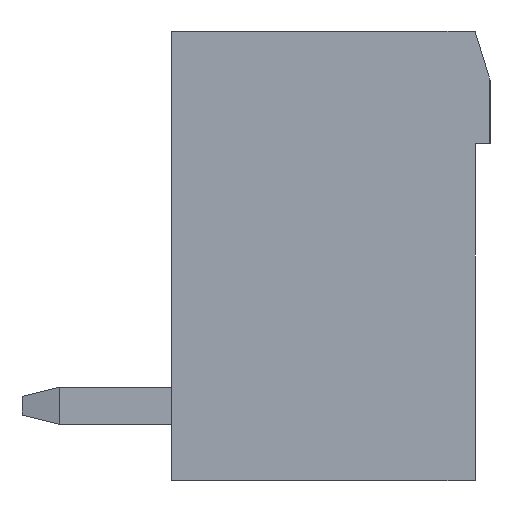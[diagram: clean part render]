
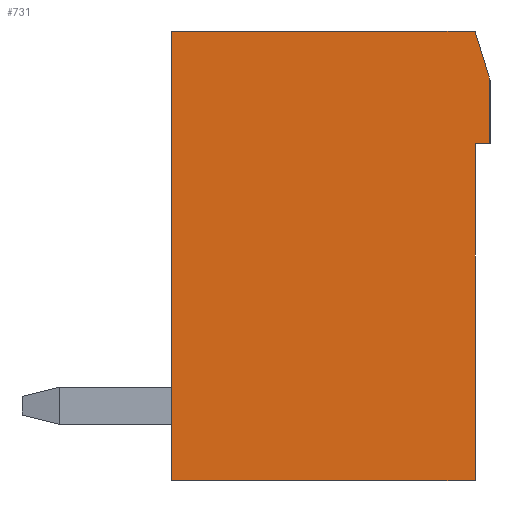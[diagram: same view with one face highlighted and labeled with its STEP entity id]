
A CAD part, left-side view. The second image highlights one B-rep face of the part: STEP entity #731.
In plain terms, the highlighted planar face has unit normal (-1, 0, 0).
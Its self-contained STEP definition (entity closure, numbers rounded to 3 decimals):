
#731 = ADVANCED_FACE( '', ( #1507 ), #1508, .T. );
#1507 = FACE_OUTER_BOUND( '', #2344, .T. );
#1508 = PLANE( '', #2345 );
#2344 = EDGE_LOOP( '', ( #4315, #4316, #4317, #4318, #4319, #4320, #4321 ) );
#2345 = AXIS2_PLACEMENT_3D( '', #4322, #4323, #4324 );
#4315 = ORIENTED_EDGE( '', *, *, #5992, .T. );
#4316 = ORIENTED_EDGE( '', *, *, #5802, .T. );
#4317 = ORIENTED_EDGE( '', *, *, #5993, .T. );
#4318 = ORIENTED_EDGE( '', *, *, #5994, .T. );
#4319 = ORIENTED_EDGE( '', *, *, #5509, .T. );
#4320 = ORIENTED_EDGE( '', *, *, #5823, .T. );
#4321 = ORIENTED_EDGE( '', *, *, #5995, .T. );
#4322 = CARTESIAN_POINT( '', ( -26.67, 0., 0. ) );
#4323 = DIRECTION( '', ( -1., 0., 0. ) );
#4324 = DIRECTION( '', ( 0., 0., 1. ) );
#5509 = EDGE_CURVE( '', #6751, #6752, #6753, .T. );
#5802 = EDGE_CURVE( '', #7212, #7210, #7213, .T. );
#5823 = EDGE_CURVE( '', #6752, #7244, #7245, .T. );
#5992 = EDGE_CURVE( '', #7465, #7212, #7466, .T. );
#5993 = EDGE_CURVE( '', #7210, #7467, #7468, .T. );
#5994 = EDGE_CURVE( '', #7467, #6751, #7469, .T. );
#5995 = EDGE_CURVE( '', #7244, #7465, #7470, .T. );
#6751 = VERTEX_POINT( '', #8497 );
#6752 = VERTEX_POINT( '', #8498 );
#6753 = LINE( '', #8499, #8500 );
#7210 = VERTEX_POINT( '', #9179 );
#7212 = VERTEX_POINT( '', #9182 );
#7213 = LINE( '', #9183, #9184 );
#7244 = VERTEX_POINT( '', #9229 );
#7245 = LINE( '', #9230, #9231 );
#7465 = VERTEX_POINT( '', #9564 );
#7466 = LINE( '', #9565, #9566 );
#7467 = VERTEX_POINT( '', #9567 );
#7468 = LINE( '', #9568, #9569 );
#7469 = LINE( '', #9570, #9571 );
#7470 = LINE( '', #9572, #9573 );
#8497 = CARTESIAN_POINT( '', ( -26.67, -4.05, -6. ) );
#8498 = CARTESIAN_POINT( '', ( -26.67, -4.05, 3. ) );
#8499 = CARTESIAN_POINT( '', ( -26.67, -4.05, -6. ) );
#8500 = VECTOR( '', #10175, 1000. );
#9179 = CARTESIAN_POINT( '', ( -26.67, 4.05, 6. ) );
#9182 = CARTESIAN_POINT( '', ( -26.67, -4.05, 6. ) );
#9183 = CARTESIAN_POINT( '', ( -26.67, -4.05, 6. ) );
#9184 = VECTOR( '', #10444, 1000. );
#9229 = CARTESIAN_POINT( '', ( -26.67, -4.45, 3. ) );
#9230 = CARTESIAN_POINT( '', ( -26.67, -4.05, 3. ) );
#9231 = VECTOR( '', #10471, 1000. );
#9564 = CARTESIAN_POINT( '', ( -26.67, -4.45, 4.7 ) );
#9565 = CARTESIAN_POINT( '', ( -26.67, -4.45, 4.7 ) );
#9566 = VECTOR( '', #10600, 1000. );
#9567 = CARTESIAN_POINT( '', ( -26.67, 4.05, -6. ) );
#9568 = CARTESIAN_POINT( '', ( -26.67, 4.05, 6. ) );
#9569 = VECTOR( '', #10601, 1000. );
#9570 = CARTESIAN_POINT( '', ( -26.67, 4.05, -6. ) );
#9571 = VECTOR( '', #10602, 1000. );
#9572 = CARTESIAN_POINT( '', ( -26.67, -4.45, 3. ) );
#9573 = VECTOR( '', #10603, 1000. );
#10175 = DIRECTION( '', ( 0., 0., 1. ) );
#10444 = DIRECTION( '', ( 0., 1., 0. ) );
#10471 = DIRECTION( '', ( 0., -1., 0. ) );
#10600 = DIRECTION( '', ( 0., 0.294, 0.956 ) );
#10601 = DIRECTION( '', ( 0., 0., -1. ) );
#10602 = DIRECTION( '', ( 0., -1., 0. ) );
#10603 = DIRECTION( '', ( 0., 0., 1. ) );
